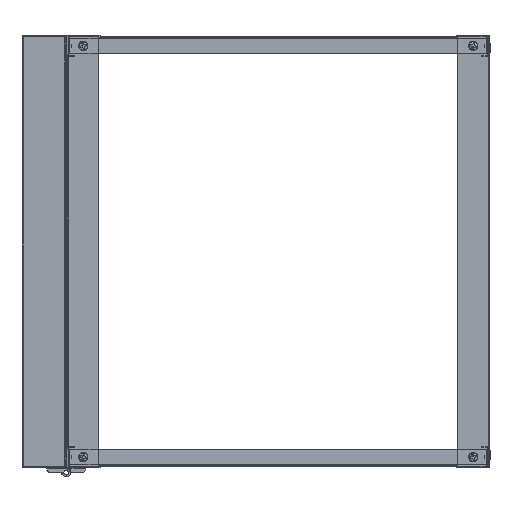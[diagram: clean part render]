
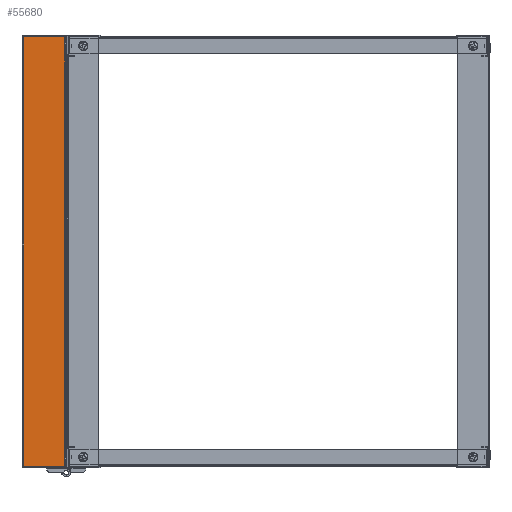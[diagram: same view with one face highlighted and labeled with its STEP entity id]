
A CAD part, left-side view. The second image highlights one B-rep face of the part: STEP entity #55680.
In plain terms, the highlighted planar face has unit normal (-1, 0, 0).
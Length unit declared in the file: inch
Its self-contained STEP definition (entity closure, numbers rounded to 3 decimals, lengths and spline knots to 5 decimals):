
#135 = LINE ( 'NONE', #72800, #63534 ) ;
#582 = CARTESIAN_POINT ( 'NONE',  ( -0.00689, 23.54028, 10.84646 ) ) ;
#3510 = DIRECTION ( 'NONE',  ( 0., -1., 0. ) ) ;
#5169 = ORIENTED_EDGE ( 'NONE', *, *, #76790, .F. ) ;
#8967 = PLANE ( 'NONE',  #73651 ) ;
#9549 = LINE ( 'NONE', #18404, #41229 ) ;
#10377 = ORIENTED_EDGE ( 'NONE', *, *, #22630, .T. ) ;
#10405 = CARTESIAN_POINT ( 'NONE',  ( -0.00689, 23.54028, -21.69301 ) ) ;
#11067 = EDGE_LOOP ( 'NONE', ( #46668, #49495, #81687, #28976, #51792, #25669, #10377, #5169, #37671, #25372 ) ) ;
#11722 = VERTEX_POINT ( 'NONE', #63979 ) ;
#12494 = LINE ( 'NONE', #47485, #27049 ) ;
#12912 = LINE ( 'NONE', #84201, #16757 ) ;
#12947 = EDGE_CURVE ( 'NONE', #35483, #60802, #135, .T. ) ;
#13988 = EDGE_CURVE ( 'NONE', #66002, #43237, #24049, .T. ) ;
#14113 = DIRECTION ( 'NONE',  ( 0., -1., 0. ) ) ;
#16757 = VECTOR ( 'NONE', #26428, 39.37008 ) ;
#17060 = CARTESIAN_POINT ( 'NONE',  ( -0.00689, 21.47335, 9.66535 ) ) ;
#18404 = CARTESIAN_POINT ( 'NONE',  ( -0.00689, 21.46298, 0. ) ) ;
#22630 = EDGE_CURVE ( 'NONE', #60802, #67547, #12912, .T. ) ;
#22928 = CARTESIAN_POINT ( 'NONE',  ( -0.00689, 21.5206, -10.84646 ) ) ;
#24049 = LINE ( 'NONE', #17060, #36883 ) ;
#24902 = CARTESIAN_POINT ( 'NONE',  ( -0.00689, 21.47335, -9.66535 ) ) ;
#25372 = ORIENTED_EDGE ( 'NONE', *, *, #81705, .T. ) ;
#25385 = DIRECTION ( 'NONE',  ( 0., 0., 1. ) ) ;
#25567 = EDGE_CURVE ( 'NONE', #11722, #66002, #9549, .T. ) ;
#25669 = ORIENTED_EDGE ( 'NONE', *, *, #12947, .T. ) ;
#26428 = DIRECTION ( 'NONE',  ( 0., 1., 0. ) ) ;
#27049 = VECTOR ( 'NONE', #48402, 39.37008 ) ;
#28478 = CARTESIAN_POINT ( 'NONE',  ( -0.00689, 21.5206, 10.84646 ) ) ;
#28891 = CARTESIAN_POINT ( 'NONE',  ( -0.00689, 21.46298, 9.66535 ) ) ;
#28976 = ORIENTED_EDGE ( 'NONE', *, *, #13988, .T. ) ;
#29482 = FACE_OUTER_BOUND ( 'NONE', #11067, .T. ) ;
#29725 = CARTESIAN_POINT ( 'NONE',  ( -0.00689, 21.47335, -9.66535 ) ) ;
#30489 = LINE ( 'NONE', #10405, #85201 ) ;
#35483 = VERTEX_POINT ( 'NONE', #54753 ) ;
#36883 = VECTOR ( 'NONE', #52062, 39.37008 ) ;
#37671 = ORIENTED_EDGE ( 'NONE', *, *, #66295, .F. ) ;
#38483 = VERTEX_POINT ( 'NONE', #75991 ) ;
#38924 = DIRECTION ( 'NONE',  ( 0., 0., 1. ) ) ;
#41229 = VECTOR ( 'NONE', #38924, 39.37008 ) ;
#41238 = LINE ( 'NONE', #75735, #90679 ) ;
#43237 = VERTEX_POINT ( 'NONE', #58357 ) ;
#45923 = VECTOR ( 'NONE', #79758, 39.37008 ) ;
#46668 = ORIENTED_EDGE ( 'NONE', *, *, #50149, .T. ) ;
#47485 = CARTESIAN_POINT ( 'NONE',  ( -0.00689, 23.54028, -10.84646 ) ) ;
#48402 = DIRECTION ( 'NONE',  ( 0., 1., 0. ) ) ;
#49495 = ORIENTED_EDGE ( 'NONE', *, *, #80558, .T. ) ;
#50149 = EDGE_CURVE ( 'NONE', #65154, #89294, #41238, .T. ) ;
#51792 = ORIENTED_EDGE ( 'NONE', *, *, #62513, .T. ) ;
#52062 = DIRECTION ( 'NONE',  ( 0., 1., 0. ) ) ;
#54753 = CARTESIAN_POINT ( 'NONE',  ( -0.00689, 21.47335, 10.79921 ) ) ;
#55680 = ADVANCED_FACE ( 'NONE', ( #29482 ), #8967, .T. ) ;
#56634 = VERTEX_POINT ( 'NONE', #81407 ) ;
#57037 = CARTESIAN_POINT ( 'NONE',  ( -0.00689, 23.55997, 0. ) ) ;
#58357 = CARTESIAN_POINT ( 'NONE',  ( -0.00689, 21.47335, 9.66535 ) ) ;
#58432 = DIRECTION ( 'NONE',  ( -1., 0., 0. ) ) ;
#59601 = VECTOR ( 'NONE', #3510, 39.37008 ) ;
#60802 = VERTEX_POINT ( 'NONE', #28478 ) ;
#62513 = EDGE_CURVE ( 'NONE', #43237, #35483, #89825, .T. ) ;
#63530 = DIRECTION ( 'NONE',  ( 0., 0.707, 0.707 ) ) ;
#63534 = VECTOR ( 'NONE', #63530, 39.37008 ) ;
#63979 = CARTESIAN_POINT ( 'NONE',  ( -0.00689, 21.46298, -9.66535 ) ) ;
#65154 = VERTEX_POINT ( 'NONE', #81458 ) ;
#65396 = VECTOR ( 'NONE', #75389, 39.37008 ) ;
#66002 = VERTEX_POINT ( 'NONE', #28891 ) ;
#66295 = EDGE_CURVE ( 'NONE', #56634, #38483, #12494, .T. ) ;
#67378 = LINE ( 'NONE', #24902, #59601 ) ;
#67547 = VERTEX_POINT ( 'NONE', #582 ) ;
#72800 = CARTESIAN_POINT ( 'NONE',  ( -0.00689, 21.47335, 10.79921 ) ) ;
#73651 = AXIS2_PLACEMENT_3D ( 'NONE', #57037, #58432, #14113 ) ;
#75389 = DIRECTION ( 'NONE',  ( 0., 0., 1. ) ) ;
#75735 = CARTESIAN_POINT ( 'NONE',  ( -0.00689, 21.47335, 0. ) ) ;
#75991 = CARTESIAN_POINT ( 'NONE',  ( -0.00689, 23.54028, -10.84646 ) ) ;
#76790 = EDGE_CURVE ( 'NONE', #38483, #67547, #30489, .T. ) ;
#79758 = DIRECTION ( 'NONE',  ( 0., -0.707, 0.707 ) ) ;
#80558 = EDGE_CURVE ( 'NONE', #89294, #11722, #67378, .T. ) ;
#80813 = DIRECTION ( 'NONE',  ( 0., 0., 1. ) ) ;
#81407 = CARTESIAN_POINT ( 'NONE',  ( -0.00689, 21.5206, -10.84646 ) ) ;
#81458 = CARTESIAN_POINT ( 'NONE',  ( -0.00689, 21.47335, -10.79921 ) ) ;
#81687 = ORIENTED_EDGE ( 'NONE', *, *, #25567, .T. ) ;
#81705 = EDGE_CURVE ( 'NONE', #56634, #65154, #86770, .T. ) ;
#83293 = CARTESIAN_POINT ( 'NONE',  ( -0.00689, 21.47335, 0. ) ) ;
#84201 = CARTESIAN_POINT ( 'NONE',  ( -0.00689, 23.54028, 10.84646 ) ) ;
#85201 = VECTOR ( 'NONE', #80813, 39.37008 ) ;
#86770 = LINE ( 'NONE', #22928, #45923 ) ;
#89294 = VERTEX_POINT ( 'NONE', #29725 ) ;
#89825 = LINE ( 'NONE', #83293, #65396 ) ;
#90679 = VECTOR ( 'NONE', #25385, 39.37008 ) ;
